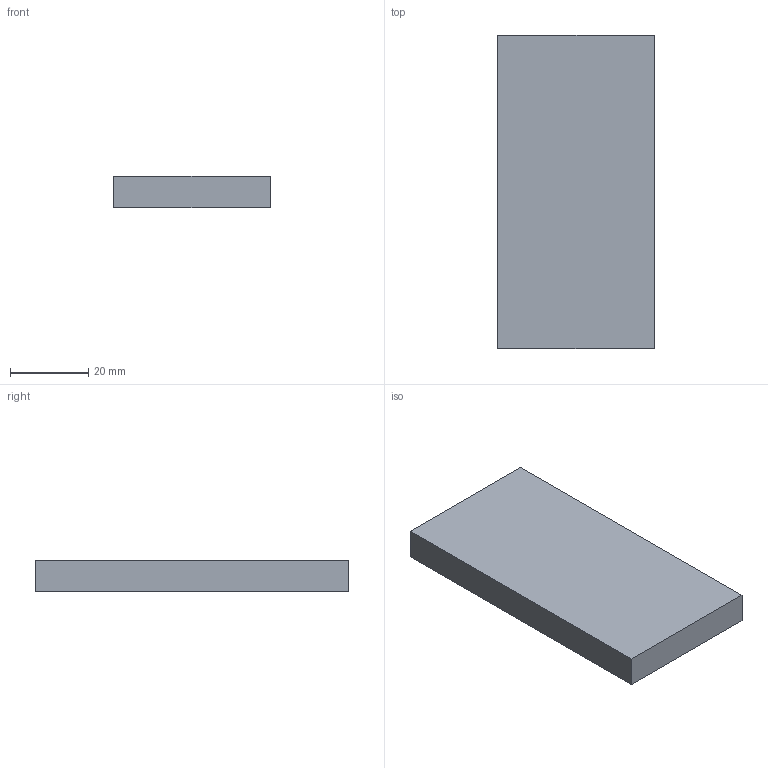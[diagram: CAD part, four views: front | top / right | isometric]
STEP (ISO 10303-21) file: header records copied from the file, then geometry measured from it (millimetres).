
FILE_DESCRIPTION (( 'STEP AP214' ), '1' );
FILE_NAME ('clockwork_track.STEP', '2022-11-25T06:37:56', ( '' ), ( '' ), 'SwSTEP 2.0', 'SolidWorks 2020', '' );
FILE_SCHEMA (( 'AUTOMOTIVE_DESIGN' ));
Length unit declared in the file: millimetre
Products named in the file (1): clockwork_track
Bounding box: 40 x 80 x 8 mm (x, y, z)
Volume: 21039.9 mm3; surface area: 9655.4 mm2
Topology: 1 solids, 1 shells, 18 faces, 42 edges, 28 vertices
Faces by surface type: plane 18
Entity records: 540 total; most frequent: CARTESIAN_POINT 89, ORIENTED_EDGE 84, DIRECTION 80, EDGE_CURVE 42, LINE 42, VECTOR 42, VERTEX_POINT 28, EDGE_LOOP 20
